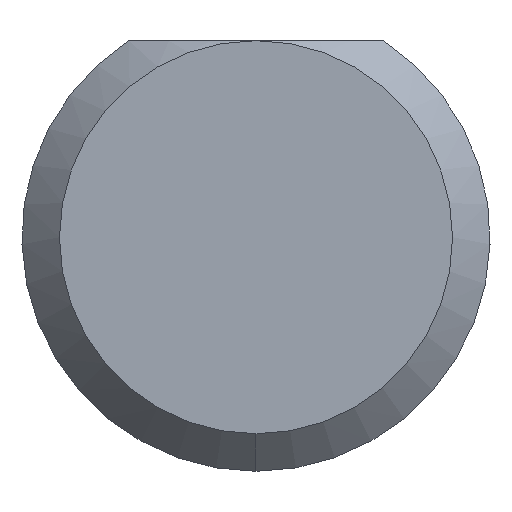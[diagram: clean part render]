
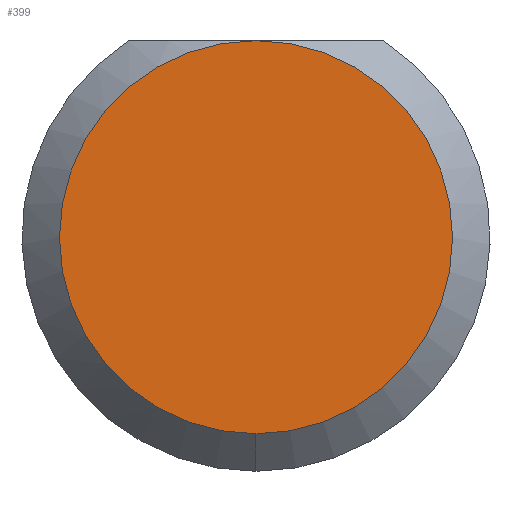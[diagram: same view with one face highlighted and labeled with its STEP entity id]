
A CAD part, left-side view. The second image highlights one B-rep face of the part: STEP entity #399.
In plain terms, the highlighted planar face has unit normal (-1, 0, 0).
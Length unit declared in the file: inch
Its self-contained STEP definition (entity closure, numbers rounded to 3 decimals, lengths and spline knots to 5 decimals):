
#23 = AXIS2_PLACEMENT_3D ( 'NONE', #142, #379, #698 ) ;
#28 = DIRECTION ( 'NONE',  ( 1., 0., 0. ) ) ;
#142 = CARTESIAN_POINT ( 'NONE',  ( 0., 0., 0. ) ) ;
#159 = VERTEX_POINT ( 'NONE', #449 ) ;
#172 = DIRECTION ( 'NONE',  ( 0., 0., -1. ) ) ;
#182 = PLANE ( 'NONE',  #338 ) ;
#237 = ORIENTED_EDGE ( 'NONE', *, *, #464, .T. ) ;
#280 = EDGE_LOOP ( 'NONE', ( #237, #331 ) ) ;
#331 = ORIENTED_EDGE ( 'NONE', *, *, #618, .T. ) ;
#335 = DIRECTION ( 'NONE',  ( -1., 0., 0. ) ) ;
#338 = AXIS2_PLACEMENT_3D ( 'NONE', #752, #28, #172 ) ;
#379 = DIRECTION ( 'NONE',  ( -1., 0., 0. ) ) ;
#399 = ADVANCED_FACE ( 'NONE', ( #625 ), #182, .F. ) ;
#421 = AXIS2_PLACEMENT_3D ( 'NONE', #604, #335, #598 ) ;
#449 = CARTESIAN_POINT ( 'NONE',  ( 0., 0., 0.05235 ) ) ;
#464 = EDGE_CURVE ( 'NONE', #159, #553, #673, .T. ) ;
#553 = VERTEX_POINT ( 'NONE', #797 ) ;
#598 = DIRECTION ( 'NONE',  ( 0., 0., 1. ) ) ;
#604 = CARTESIAN_POINT ( 'NONE',  ( 0., 0., 0. ) ) ;
#618 = EDGE_CURVE ( 'NONE', #553, #159, #822, .T. ) ;
#625 = FACE_OUTER_BOUND ( 'NONE', #280, .T. ) ;
#673 = CIRCLE ( 'NONE', #23, 0.05235 ) ;
#698 = DIRECTION ( 'NONE',  ( 0., 0., 1. ) ) ;
#752 = CARTESIAN_POINT ( 'NONE',  ( 0., 0., 0. ) ) ;
#797 = CARTESIAN_POINT ( 'NONE',  ( 0., 0., -0.05235 ) ) ;
#822 = CIRCLE ( 'NONE', #421, 0.05235 ) ;
